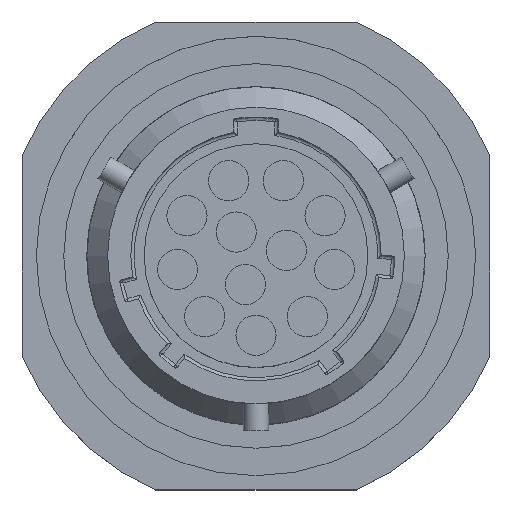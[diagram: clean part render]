
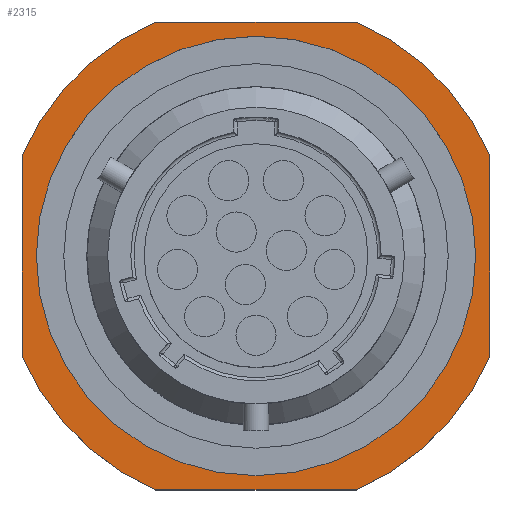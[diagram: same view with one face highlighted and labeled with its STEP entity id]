
A CAD part, top view. The second image highlights one B-rep face of the part: STEP entity #2315.
In plain terms, the highlighted planar face has unit normal (0, 0, 1).
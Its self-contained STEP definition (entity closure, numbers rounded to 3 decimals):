
#80=LINE($,#3915,#160);
#88=LINE($,#3937,#168);
#89=LINE($,#3938,#169);
#90=LINE($,#3939,#170);
#160=VECTOR($,#3244,14.963);
#168=VECTOR($,#3268,14.963);
#169=VECTOR($,#3269,14.963);
#170=VECTOR($,#3270,14.963);
#341=PLANE($,#2672);
#427=FACE_BOUND($,#832,.T.);
#564=FACE_OUTER_BOUND($,#831,.T.);
#831=EDGE_LOOP($,(#1776,#1777,#1778,#1779,#1780,#1781,#1782,#1783));
#832=EDGE_LOOP($,(#1784));
#1014=CIRCLE($,#2659,19.);
#1016=CIRCLE($,#2662,19.);
#1020=CIRCLE($,#2669,19.);
#1021=CIRCLE($,#2671,19.);
#1022=CIRCLE($,#2673,16.4);
#1176=VERTEX_POINT($,#3894);
#1177=VERTEX_POINT($,#3895);
#1180=VERTEX_POINT($,#3903);
#1181=VERTEX_POINT($,#3904);
#1184=VERTEX_POINT($,#3912);
#1189=VERTEX_POINT($,#3927);
#1190=VERTEX_POINT($,#3931);
#1191=VERTEX_POINT($,#3932);
#1192=VERTEX_POINT($,#3940);
#1382=EDGE_CURVE($,#1176,#1177,#1014,.T.);
#1386=EDGE_CURVE($,#1180,#1181,#1016,.T.);
#1391=EDGE_CURVE($,#1184,#1176,#80,.T.);
#1399=EDGE_CURVE($,#1184,#1189,#1020,.T.);
#1400=EDGE_CURVE($,#1190,#1191,#1021,.T.);
#1403=EDGE_CURVE($,#1190,#1189,#88,.T.);
#1404=EDGE_CURVE($,#1181,#1191,#89,.T.);
#1405=EDGE_CURVE($,#1177,#1180,#90,.T.);
#1406=EDGE_CURVE($,#1192,#1192,#1022,.T.);
#1776=ORIENTED_EDGE($,*,*,#1399,.T.);
#1777=ORIENTED_EDGE($,*,*,#1403,.F.);
#1778=ORIENTED_EDGE($,*,*,#1400,.T.);
#1779=ORIENTED_EDGE($,*,*,#1404,.F.);
#1780=ORIENTED_EDGE($,*,*,#1386,.F.);
#1781=ORIENTED_EDGE($,*,*,#1405,.F.);
#1782=ORIENTED_EDGE($,*,*,#1382,.F.);
#1783=ORIENTED_EDGE($,*,*,#1391,.F.);
#1784=ORIENTED_EDGE($,*,*,#1406,.F.);
#2315=ADVANCED_FACE($,(#564,#427),#341,.F.);
#2659=AXIS2_PLACEMENT_3D($,#3896,#3227,#3228);
#2662=AXIS2_PLACEMENT_3D($,#3905,#3235,#3236);
#2669=AXIS2_PLACEMENT_3D($,#3929,#3258,#3259);
#2671=AXIS2_PLACEMENT_3D($,#3933,#3262,#3263);
#2672=AXIS2_PLACEMENT_3D($,#3936,#3266,#3267);
#2673=AXIS2_PLACEMENT_3D($,#3941,#3271,#3272);
#3227=DIRECTION('center_axis',(0.,0.,-1.));
#3228=DIRECTION('ref_axis',(0.394,0.919,0.));
#3235=DIRECTION('center_axis',(0.,0.,-1.));
#3236=DIRECTION('ref_axis',(0.919,-0.394,0.));
#3244=DIRECTION($,(1.,0.,0.));
#3258=DIRECTION('center_axis',(0.,0.,1.));
#3259=DIRECTION('ref_axis',(-0.394,0.919,0.));
#3262=DIRECTION('center_axis',(0.,0.,1.));
#3263=DIRECTION('ref_axis',(-0.919,-0.394,0.));
#3266=DIRECTION('center_axis',(0.,0.,-1.));
#3267=DIRECTION('ref_axis',(-1.,0.,0.));
#3268=DIRECTION($,(0.,1.,0.));
#3269=DIRECTION($,(-1.,0.,0.));
#3270=DIRECTION($,(0.,-1.,0.));
#3271=DIRECTION('center_axis',(0.,0.,1.));
#3272=DIRECTION('ref_axis',(0.,1.,0.));
#3894=CARTESIAN_POINT('',(7.482,17.465,5.82));
#3895=CARTESIAN_POINT('',(17.465,7.482,5.82));
#3896=CARTESIAN_POINT('Origin',(0.,0.,5.82));
#3903=CARTESIAN_POINT('',(17.465,-7.482,5.82));
#3904=CARTESIAN_POINT('',(7.482,-17.465,5.82));
#3905=CARTESIAN_POINT('Origin',(0.,0.,5.82));
#3912=CARTESIAN_POINT('',(-7.482,17.465,5.82));
#3915=CARTESIAN_POINT($,(-7.482,17.465,5.82));
#3927=CARTESIAN_POINT('',(-17.465,7.482,5.82));
#3929=CARTESIAN_POINT('Origin',(0.,0.,5.82));
#3931=CARTESIAN_POINT('',(-17.465,-7.482,5.82));
#3932=CARTESIAN_POINT('',(-7.482,-17.465,5.82));
#3933=CARTESIAN_POINT('Origin',(0.,0.,5.82));
#3936=CARTESIAN_POINT('Origin',(19.212,19.212,5.82));
#3937=CARTESIAN_POINT($,(-17.465,-7.482,5.82));
#3938=CARTESIAN_POINT($,(7.482,-17.465,5.82));
#3939=CARTESIAN_POINT($,(17.465,7.482,5.82));
#3940=CARTESIAN_POINT('',(0.,-16.4,5.82));
#3941=CARTESIAN_POINT('Origin',(0.,0.,5.82));
